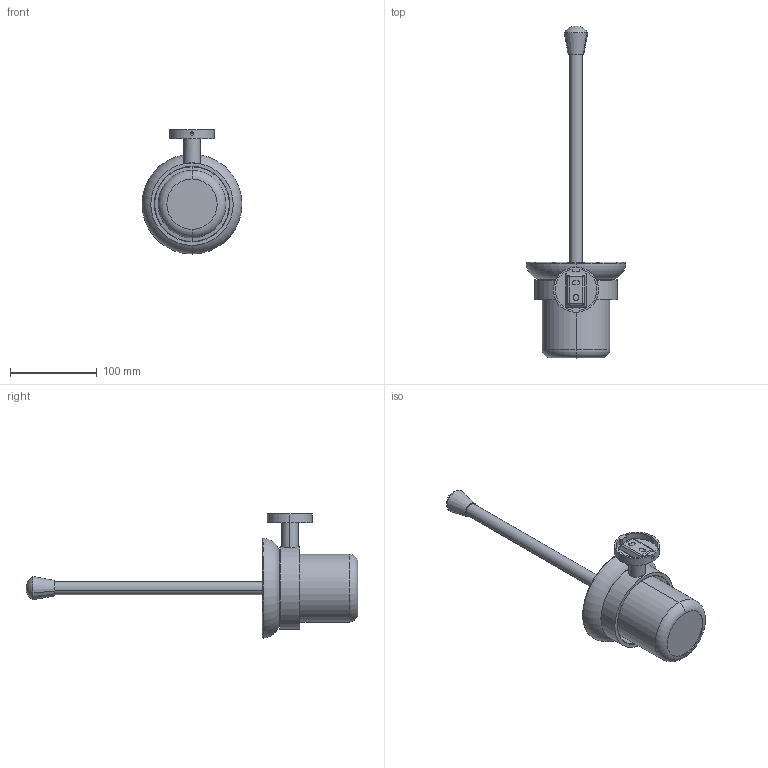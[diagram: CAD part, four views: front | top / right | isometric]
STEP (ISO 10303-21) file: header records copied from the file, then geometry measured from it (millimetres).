
FILE_DESCRIPTION (( 'STEP AP214' ), '1' );
FILE_NAME ('CO310_ASM STEP_V10523.STEP', '2023-05-18T10:19:47', ( '' ), ( '' ), 'SwSTEP 2.0', 'SolidWorks 2019', '' );
FILE_SCHEMA (( 'AUTOMOTIVE_DESIGN' ));
Length unit declared in the file: millimetre
Products named in the file (5): CO310_HOLDER_V10523; CO310_WALL MOUNT_V10523; CO310_BRUSH_V10523; CO310_ASM STEP_V10523; CO310_FIXING PLATE_V10523
Assembly tree (4 placements, depth 2):
  CO310_ASM STEP_V10523
    CO310_BRUSH_V10523
    CO310_HOLDER_V10523
    CO310_WALL MOUNT_V10523
    CO310_FIXING PLATE_V10523
Bounding box: 114.95 x 382.28 x 142.98 mm (x, y, z)
Volume: 306664.7 mm3; surface area: 137791.4 mm2
Topology: 4 solids, 4 shells, 4434 faces, 8954 edges, 5936 vertices
Faces by surface type: cylinder 2930, plane 1473, torus 20, sphere 9, cone 2
Entity records: 122152 total; most frequent: CARTESIAN_POINT 23357, DIRECTION 23215, ORIENTED_EDGE 17886, AXIS2_PLACEMENT_3D 10109, EDGE_CURVE 8943, VERTEX_POINT 5934, EDGE_LOOP 5859, CIRCLE 5668
